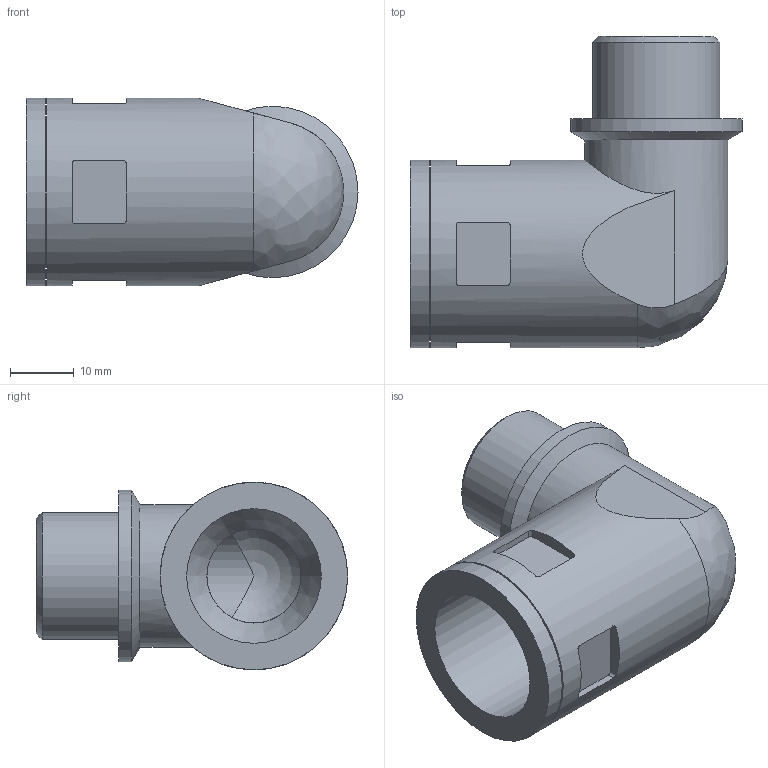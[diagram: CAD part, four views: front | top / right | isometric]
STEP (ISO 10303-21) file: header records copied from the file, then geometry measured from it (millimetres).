
FILE_DESCRIPTION( ( 'STEP AP203' ), '1' );
FILE_NAME( 'FLEXA RQW-M 5020.064.220.stp', '2020-03-27T13:00:41', ( 'License CC BY-ND 4.0' ), ( 'CADENAS' ), ' ', 'PARTsolutions', ' ' );
FILE_SCHEMA( ( 'CONFIG_CONTROL_DESIGN' ) );
Length unit declared in the file: millimetre
Products named in the file (1): _FLEXA RQW-M 5020.064.220
Bounding box: 52.25 x 49 x 29.5 mm (x, y, z)
Volume: 20153.9 mm3; surface area: 11295.2 mm2
Topology: 1 solids, 1 shells, 57 faces, 146 edges, 96 vertices
Faces by surface type: plane 27, cylinder 25, cone 3, bspline 1, sphere 1
Full cylindrical faces by diameter (mm): 14.8 x2, 20 x1, 21.2 x1, 22.5 x1, 23.4 x1, 27 x1, 29.5 x2
Entity records: 1895 total; most frequent: CARTESIAN_POINT 549, DIRECTION 266, ORIENTED_EDGE 256, EDGE_CURVE 128, AXIS2_PLACEMENT_3D 104, VERTEX_POINT 91, EDGE_LOOP 77, FACE_OUTER_BOUND 65
